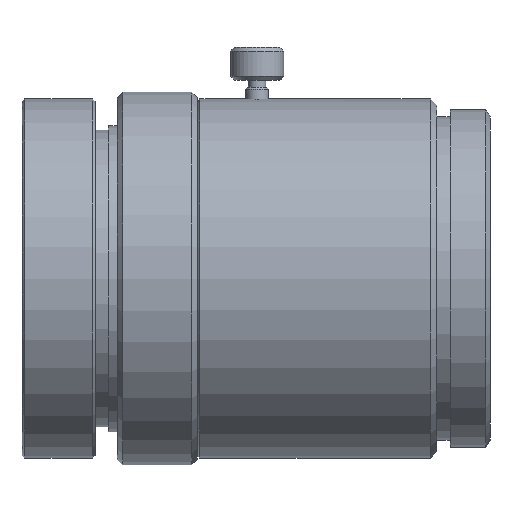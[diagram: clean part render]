
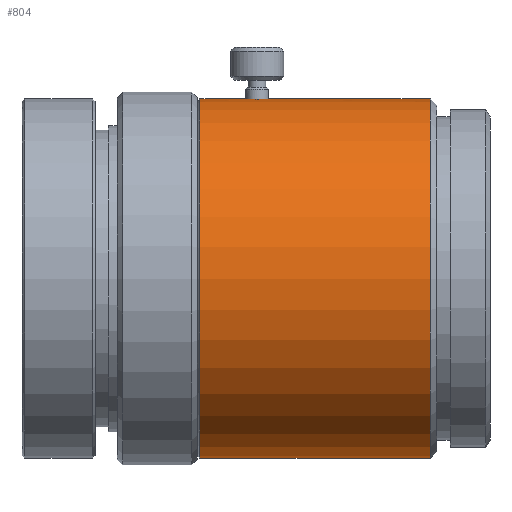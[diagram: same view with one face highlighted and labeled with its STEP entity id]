
A CAD part, front view. The second image highlights one B-rep face of the part: STEP entity #804.
In plain terms, the highlighted cylindrical face has radius 13.5 mm (diameter 27 mm), a full revolution.
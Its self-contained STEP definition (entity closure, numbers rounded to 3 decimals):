
#17=B_SPLINE_CURVE_WITH_KNOTS('',3,(#1313,#1314,#1315,#1316,#1317,#1318,
#1319,#1320,#1321,#1322,#1323,#1324,#1325,#1326,#1327,#1328,#1329,#1330),
 .UNSPECIFIED.,.F.,.F.,(4,2,2,2,2,2,2,2,4),(0.,0.032,0.064,
0.096,0.128,0.16,0.192,
0.224,0.256),.UNSPECIFIED.);
#18=B_SPLINE_CURVE_WITH_KNOTS('',3,(#1331,#1332,#1333,#1334,#1335,#1336,
#1337,#1338,#1339,#1340,#1341,#1342,#1343,#1344,#1345,#1346,#1347,#1348),
 .UNSPECIFIED.,.F.,.F.,(4,2,2,2,2,2,2,2,4),(0.256,0.288,
0.32,0.352,0.384,0.416,0.448,
0.48,0.512),.UNSPECIFIED.);
#21=FACE_BOUND('',#166,.T.);
#67=CYLINDRICAL_SURFACE('',#927,13.5);
#103=FACE_OUTER_BOUND('',#165,.T.);
#165=EDGE_LOOP('',(#657,#658,#659,#660,#661));
#166=EDGE_LOOP('',(#662,#663));
#238=LINE('',#1459,#278);
#278=VECTOR('',#1154,13.5);
#333=CIRCLE('',#924,13.5);
#335=CIRCLE('',#926,13.5);
#336=CIRCLE('',#928,13.5);
#370=VERTEX_POINT('',#1311);
#371=VERTEX_POINT('',#1312);
#402=VERTEX_POINT('',#1450);
#403=VERTEX_POINT('',#1451);
#405=VERTEX_POINT('',#1458);
#443=EDGE_CURVE('',#370,#371,#17,.T.);
#444=EDGE_CURVE('',#371,#370,#18,.T.);
#495=EDGE_CURVE('',#402,#403,#333,.T.);
#498=EDGE_CURVE('',#403,#402,#335,.T.);
#499=EDGE_CURVE('',#402,#405,#238,.T.);
#500=EDGE_CURVE('',#405,#405,#336,.T.);
#657=ORIENTED_EDGE('',*,*,#495,.F.);
#658=ORIENTED_EDGE('',*,*,#499,.T.);
#659=ORIENTED_EDGE('',*,*,#500,.T.);
#660=ORIENTED_EDGE('',*,*,#499,.F.);
#661=ORIENTED_EDGE('',*,*,#498,.F.);
#662=ORIENTED_EDGE('',*,*,#443,.T.);
#663=ORIENTED_EDGE('',*,*,#444,.T.);
#804=ADVANCED_FACE('',(#103,#21),#67,.T.);
#924=AXIS2_PLACEMENT_3D('',#1452,#1145,#1146);
#926=AXIS2_PLACEMENT_3D('',#1456,#1150,#1151);
#927=AXIS2_PLACEMENT_3D('',#1457,#1152,#1153);
#928=AXIS2_PLACEMENT_3D('',#1460,#1155,#1156);
#1145=DIRECTION('center_axis',(-1.,0.,0.));
#1146=DIRECTION('ref_axis',(0.,0.,1.));
#1150=DIRECTION('center_axis',(-1.,0.,0.));
#1151=DIRECTION('ref_axis',(0.,0.,1.));
#1152=DIRECTION('center_axis',(-1.,0.,0.));
#1153=DIRECTION('ref_axis',(0.,0.,1.));
#1154=DIRECTION('',(1.,0.,0.));
#1155=DIRECTION('center_axis',(-1.,0.,0.));
#1156=DIRECTION('ref_axis',(0.,0.,1.));
#1311=CARTESIAN_POINT('',(17.67,-0.85,13.473));
#1312=CARTESIAN_POINT('',(17.67,0.85,13.473));
#1313=CARTESIAN_POINT('Ctrl Pts',(17.67,-0.85,13.473));
#1314=CARTESIAN_POINT('Ctrl Pts',(17.563,-0.85,13.473));
#1315=CARTESIAN_POINT('Ctrl Pts',(17.449,-0.829,13.475));
#1316=CARTESIAN_POINT('Ctrl Pts',(17.24,-0.742,13.48));
#1317=CARTESIAN_POINT('Ctrl Pts',(17.144,-0.676,13.483));
#1318=CARTESIAN_POINT('Ctrl Pts',(16.993,-0.526,13.49));
#1319=CARTESIAN_POINT('Ctrl Pts',(16.928,-0.43,13.494));
#1320=CARTESIAN_POINT('Ctrl Pts',(16.841,-0.221,13.499));
#1321=CARTESIAN_POINT('Ctrl Pts',(16.82,-0.107,13.5));
#1322=CARTESIAN_POINT('Ctrl Pts',(16.82,0.107,13.5));
#1323=CARTESIAN_POINT('Ctrl Pts',(16.841,0.221,13.499));
#1324=CARTESIAN_POINT('Ctrl Pts',(16.928,0.43,13.494));
#1325=CARTESIAN_POINT('Ctrl Pts',(16.993,0.526,13.49));
#1326=CARTESIAN_POINT('Ctrl Pts',(17.144,0.676,13.483));
#1327=CARTESIAN_POINT('Ctrl Pts',(17.24,0.742,13.48));
#1328=CARTESIAN_POINT('Ctrl Pts',(17.449,0.829,13.475));
#1329=CARTESIAN_POINT('Ctrl Pts',(17.563,0.85,13.473));
#1330=CARTESIAN_POINT('Ctrl Pts',(17.67,0.85,13.473));
#1331=CARTESIAN_POINT('Ctrl Pts',(17.67,0.85,13.473));
#1332=CARTESIAN_POINT('Ctrl Pts',(17.777,0.85,13.473));
#1333=CARTESIAN_POINT('Ctrl Pts',(17.891,0.829,13.475));
#1334=CARTESIAN_POINT('Ctrl Pts',(18.1,0.742,13.48));
#1335=CARTESIAN_POINT('Ctrl Pts',(18.196,0.676,13.483));
#1336=CARTESIAN_POINT('Ctrl Pts',(18.346,0.526,13.49));
#1337=CARTESIAN_POINT('Ctrl Pts',(18.412,0.43,13.494));
#1338=CARTESIAN_POINT('Ctrl Pts',(18.499,0.221,13.499));
#1339=CARTESIAN_POINT('Ctrl Pts',(18.52,0.107,13.5));
#1340=CARTESIAN_POINT('Ctrl Pts',(18.52,-0.107,13.5));
#1341=CARTESIAN_POINT('Ctrl Pts',(18.499,-0.221,13.499));
#1342=CARTESIAN_POINT('Ctrl Pts',(18.412,-0.43,13.494));
#1343=CARTESIAN_POINT('Ctrl Pts',(18.346,-0.526,13.49));
#1344=CARTESIAN_POINT('Ctrl Pts',(18.196,-0.676,13.483));
#1345=CARTESIAN_POINT('Ctrl Pts',(18.1,-0.742,13.48));
#1346=CARTESIAN_POINT('Ctrl Pts',(17.891,-0.829,13.475));
#1347=CARTESIAN_POINT('Ctrl Pts',(17.777,-0.85,13.473));
#1348=CARTESIAN_POINT('Ctrl Pts',(17.67,-0.85,13.473));
#1450=CARTESIAN_POINT('',(13.37,0.,-13.5));
#1451=CARTESIAN_POINT('',(13.37,0.,13.5));
#1452=CARTESIAN_POINT('Origin',(13.37,0.,0.));
#1456=CARTESIAN_POINT('Origin',(13.37,0.,0.));
#1457=CARTESIAN_POINT('Origin',(3.444,0.,0.));
#1458=CARTESIAN_POINT('',(30.67,0.,-13.5));
#1459=CARTESIAN_POINT('',(3.444,0.,-13.5));
#1460=CARTESIAN_POINT('Origin',(30.67,0.,0.));
